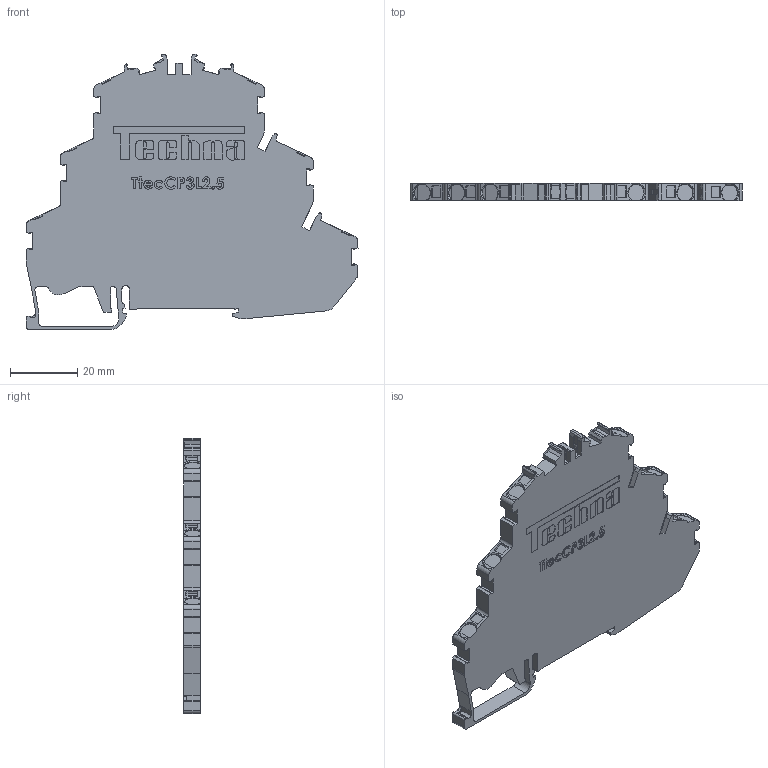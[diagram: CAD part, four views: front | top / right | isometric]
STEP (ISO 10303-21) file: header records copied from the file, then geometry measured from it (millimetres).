
FILE_DESCRIPTION (( 'STEP AP214' ), '1' );
FILE_NAME ('TtecCP3L2.5.STEP', '2020-07-01T13:20:34', ( '' ), ( '' ), 'SwSTEP 2.0', 'SolidWorks 2020', '' );
FILE_SCHEMA (( 'AUTOMOTIVE_DESIGN' ));
Length unit declared in the file: millimetre
Products named in the file (1): TtecCP3L2.5
Bounding box: 98.73 x 5 x 81.85 mm (x, y, z)
Volume: 25788.7 mm3; surface area: 13185.2 mm2
Topology: 1 solids, 1 shells, 1110 faces, 3225 edges, 2163 vertices
Faces by surface type: plane 625, cylinder 336, bspline 149
Entity records: 49544 total; most frequent: CARTESIAN_POINT 14788, ORIENTED_EDGE 6450, DIRECTION 5419, EDGE_CURVE 3225, LINE 2211, VECTOR 2211, VERTEX_POINT 2163, AXIS2_PLACEMENT_3D 1604
